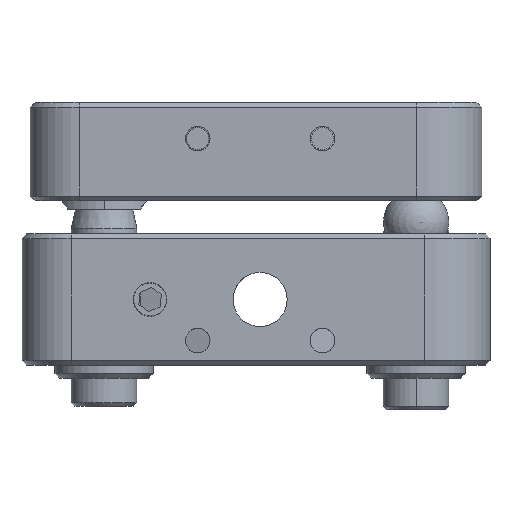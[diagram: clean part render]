
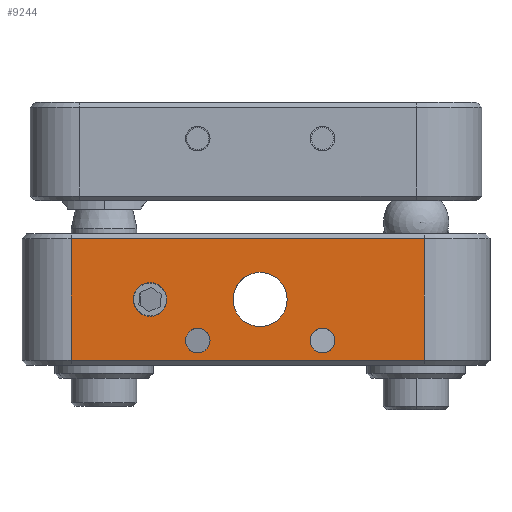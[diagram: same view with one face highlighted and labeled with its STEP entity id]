
A CAD part, front view. The second image highlights one B-rep face of the part: STEP entity #9244.
In plain terms, the highlighted planar face has unit normal (0, -1, 0).
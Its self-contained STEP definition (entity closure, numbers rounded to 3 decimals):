
#56 = DIRECTION ( 'NONE',  ( -1., 0., 0. ) ) ;
#66 = CARTESIAN_POINT ( 'NONE',  ( -11.5, -14., -15.7 ) ) ;
#196 = DIRECTION ( 'NONE',  ( 0., -1., 0. ) ) ;
#316 = CARTESIAN_POINT ( 'NONE',  ( 0., -14., -12. ) ) ;
#621 = EDGE_CURVE ( 'NONE', #1690, #1998, #4095, .T. ) ;
#631 = ORIENTED_EDGE ( 'NONE', *, *, #4116, .T. ) ;
#676 = CIRCLE ( 'NONE', #10014, 0.75 ) ;
#680 = DIRECTION ( 'NONE',  ( 0., -1., 0. ) ) ;
#703 = DIRECTION ( 'NONE',  ( 0., -1., 0. ) ) ;
#810 = CARTESIAN_POINT ( 'NONE',  ( -11.5, -14., -8. ) ) ;
#1026 = VECTOR ( 'NONE', #11304, 1000. ) ;
#1321 = VERTEX_POINT ( 'NONE', #9071 ) ;
#1398 = FACE_BOUND ( 'NONE', #2500, .T. ) ;
#1413 = VERTEX_POINT ( 'NONE', #66 ) ;
#1436 = CARTESIAN_POINT ( 'NONE',  ( -3.8, -14., -14.5 ) ) ;
#1472 = CIRCLE ( 'NONE', #3065, 1.65 ) ;
#1541 = CARTESIAN_POINT ( 'NONE',  ( 3.8, -14., -14.5 ) ) ;
#1676 = FACE_BOUND ( 'NONE', #1913, .T. ) ;
#1690 = VERTEX_POINT ( 'NONE', #5061 ) ;
#1913 = EDGE_LOOP ( 'NONE', ( #7389, #7001 ) ) ;
#1998 = VERTEX_POINT ( 'NONE', #4729 ) ;
#2078 = CIRCLE ( 'NONE', #2584, 1.65 ) ;
#2090 = DIRECTION ( 'NONE',  ( 0., -1., 0. ) ) ;
#2142 = EDGE_CURVE ( 'NONE', #1998, #1690, #676, .T. ) ;
#2218 = ORIENTED_EDGE ( 'NONE', *, *, #4366, .F. ) ;
#2248 = ORIENTED_EDGE ( 'NONE', *, *, #9647, .F. ) ;
#2500 = EDGE_LOOP ( 'NONE', ( #2248, #2218 ) ) ;
#2539 = DIRECTION ( 'NONE',  ( -1., 0., 0. ) ) ;
#2584 = AXIS2_PLACEMENT_3D ( 'NONE', #8992, #2090, #8917 ) ;
#2678 = ORIENTED_EDGE ( 'NONE', *, *, #4482, .T. ) ;
#2781 = AXIS2_PLACEMENT_3D ( 'NONE', #1541, #680, #4174 ) ;
#2862 = PLANE ( 'NONE',  #9231 ) ;
#2879 = EDGE_LOOP ( 'NONE', ( #7388, #2883, #2678, #631 ) ) ;
#2883 = ORIENTED_EDGE ( 'NONE', *, *, #4027, .T. ) ;
#3065 = AXIS2_PLACEMENT_3D ( 'NONE', #316, #196, #6473 ) ;
#3135 = DIRECTION ( 'NONE',  ( 0., -1., 0. ) ) ;
#3150 = CIRCLE ( 'NONE', #5241, 1.025 ) ;
#3494 = ORIENTED_EDGE ( 'NONE', *, *, #621, .F. ) ;
#3841 = LINE ( 'NONE', #11644, #9725 ) ;
#3868 = AXIS2_PLACEMENT_3D ( 'NONE', #1436, #10450, #10488 ) ;
#3873 = EDGE_CURVE ( 'NONE', #1321, #8704, #1472, .T. ) ;
#3920 = ORIENTED_EDGE ( 'NONE', *, *, #7059, .F. ) ;
#3974 = CARTESIAN_POINT ( 'NONE',  ( -6.7, -14., -12. ) ) ;
#4027 = EDGE_CURVE ( 'NONE', #1413, #9657, #7635, .T. ) ;
#4095 = CIRCLE ( 'NONE', #3868, 0.75 ) ;
#4116 = EDGE_CURVE ( 'NONE', #10200, #7800, #3841, .T. ) ;
#4159 = CARTESIAN_POINT ( 'NONE',  ( -6.7, -14., -12. ) ) ;
#4174 = DIRECTION ( 'NONE',  ( 0., 0., 1. ) ) ;
#4281 = CIRCLE ( 'NONE', #2781, 0.75 ) ;
#4366 = EDGE_CURVE ( 'NONE', #5574, #7465, #3150, .T. ) ;
#4417 = DIRECTION ( 'NONE',  ( 0., 0., -1. ) ) ;
#4464 = CARTESIAN_POINT ( 'NONE',  ( 3.8, -14., -13.75 ) ) ;
#4482 = EDGE_CURVE ( 'NONE', #9657, #10200, #6777, .T. ) ;
#4488 = FACE_BOUND ( 'NONE', #6658, .T. ) ;
#4729 = CARTESIAN_POINT ( 'NONE',  ( -3.8, -14., -15.25 ) ) ;
#4802 = DIRECTION ( 'NONE',  ( 0., -1., 0. ) ) ;
#4803 = ORIENTED_EDGE ( 'NONE', *, *, #2142, .F. ) ;
#4894 = CARTESIAN_POINT ( 'NONE',  ( -14.5, -14., -15.7 ) ) ;
#5061 = CARTESIAN_POINT ( 'NONE',  ( -3.8, -14., -13.75 ) ) ;
#5241 = AXIS2_PLACEMENT_3D ( 'NONE', #3974, #4802, #5618 ) ;
#5261 = EDGE_CURVE ( 'NONE', #7800, #1413, #8597, .T. ) ;
#5437 = EDGE_CURVE ( 'NONE', #9411, #11403, #5515, .T. ) ;
#5457 = CARTESIAN_POINT ( 'NONE',  ( -14.5, -14., -8. ) ) ;
#5515 = CIRCLE ( 'NONE', #6577, 0.75 ) ;
#5574 = VERTEX_POINT ( 'NONE', #9830 ) ;
#5605 = FACE_OUTER_BOUND ( 'NONE', #2879, .T. ) ;
#5618 = DIRECTION ( 'NONE',  ( 0., 0., 1. ) ) ;
#5952 = CARTESIAN_POINT ( 'NONE',  ( 10., -14., -15.7 ) ) ;
#6449 = CARTESIAN_POINT ( 'NONE',  ( 3.8, -14., -15.25 ) ) ;
#6473 = DIRECTION ( 'NONE',  ( 0., 0., 1. ) ) ;
#6577 = AXIS2_PLACEMENT_3D ( 'NONE', #6644, #6727, #10208 ) ;
#6644 = CARTESIAN_POINT ( 'NONE',  ( 3.8, -14., -14.5 ) ) ;
#6658 = EDGE_LOOP ( 'NONE', ( #3494, #4803 ) ) ;
#6702 = CARTESIAN_POINT ( 'NONE',  ( -6.7, -14., -10.975 ) ) ;
#6727 = DIRECTION ( 'NONE',  ( 0., -1., 0. ) ) ;
#6777 = LINE ( 'NONE', #11172, #9990 ) ;
#7001 = ORIENTED_EDGE ( 'NONE', *, *, #10929, .F. ) ;
#7059 = EDGE_CURVE ( 'NONE', #11403, #9411, #4281, .T. ) ;
#7146 = CARTESIAN_POINT ( 'NONE',  ( 0., -14., -13.65 ) ) ;
#7388 = ORIENTED_EDGE ( 'NONE', *, *, #5261, .T. ) ;
#7389 = ORIENTED_EDGE ( 'NONE', *, *, #3873, .F. ) ;
#7465 = VERTEX_POINT ( 'NONE', #6702 ) ;
#7635 = LINE ( 'NONE', #4894, #1026 ) ;
#7770 = DIRECTION ( 'NONE',  ( 0., 0., 1. ) ) ;
#7800 = VERTEX_POINT ( 'NONE', #8082 ) ;
#7910 = VECTOR ( 'NONE', #4417, 1000. ) ;
#8082 = CARTESIAN_POINT ( 'NONE',  ( -11.5, -14., -8.3 ) ) ;
#8395 = CIRCLE ( 'NONE', #10228, 1.025 ) ;
#8483 = CARTESIAN_POINT ( 'NONE',  ( -3.8, -14., -14.5 ) ) ;
#8597 = LINE ( 'NONE', #810, #7910 ) ;
#8704 = VERTEX_POINT ( 'NONE', #7146 ) ;
#8917 = DIRECTION ( 'NONE',  ( 0., 0., 1. ) ) ;
#8985 = DIRECTION ( 'NONE',  ( 0., 1., 0. ) ) ;
#8992 = CARTESIAN_POINT ( 'NONE',  ( 0., -14., -12. ) ) ;
#9071 = CARTESIAN_POINT ( 'NONE',  ( 0., -14., -10.35 ) ) ;
#9210 = DIRECTION ( 'NONE',  ( 0., 0., 1. ) ) ;
#9231 = AXIS2_PLACEMENT_3D ( 'NONE', #5457, #8985, #56 ) ;
#9244 = ADVANCED_FACE ( 'NONE', ( #11220, #4488, #5605, #1676, #1398 ), #2862, .F. ) ;
#9411 = VERTEX_POINT ( 'NONE', #6449 ) ;
#9527 = ORIENTED_EDGE ( 'NONE', *, *, #5437, .F. ) ;
#9647 = EDGE_CURVE ( 'NONE', #7465, #5574, #8395, .T. ) ;
#9657 = VERTEX_POINT ( 'NONE', #5952 ) ;
#9689 = CARTESIAN_POINT ( 'NONE',  ( 10., -14., -8.3 ) ) ;
#9725 = VECTOR ( 'NONE', #2539, 1000. ) ;
#9830 = CARTESIAN_POINT ( 'NONE',  ( -6.7, -14., -13.025 ) ) ;
#9990 = VECTOR ( 'NONE', #7770, 1000. ) ;
#10014 = AXIS2_PLACEMENT_3D ( 'NONE', #8483, #3135, #9210 ) ;
#10200 = VERTEX_POINT ( 'NONE', #9689 ) ;
#10208 = DIRECTION ( 'NONE',  ( 0., 0., 1. ) ) ;
#10228 = AXIS2_PLACEMENT_3D ( 'NONE', #4159, #703, #10572 ) ;
#10450 = DIRECTION ( 'NONE',  ( 0., -1., 0. ) ) ;
#10488 = DIRECTION ( 'NONE',  ( 0., 0., 1. ) ) ;
#10572 = DIRECTION ( 'NONE',  ( 0., 0., 1. ) ) ;
#10929 = EDGE_CURVE ( 'NONE', #8704, #1321, #2078, .T. ) ;
#11172 = CARTESIAN_POINT ( 'NONE',  ( 10., -14., -8. ) ) ;
#11220 = FACE_BOUND ( 'NONE', #11409, .T. ) ;
#11304 = DIRECTION ( 'NONE',  ( 1., 0., 0. ) ) ;
#11403 = VERTEX_POINT ( 'NONE', #4464 ) ;
#11409 = EDGE_LOOP ( 'NONE', ( #3920, #9527 ) ) ;
#11644 = CARTESIAN_POINT ( 'NONE',  ( -11.5, -14., -8.3 ) ) ;
